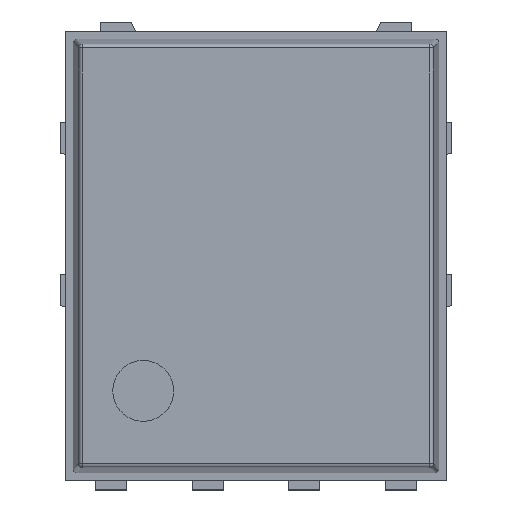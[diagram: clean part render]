
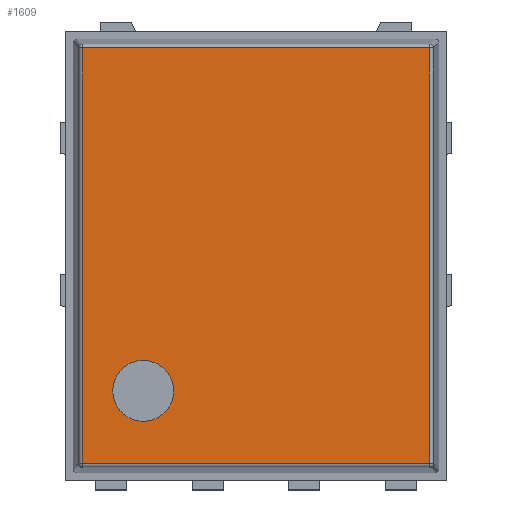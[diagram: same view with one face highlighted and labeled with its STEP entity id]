
A CAD part, top view. The second image highlights one B-rep face of the part: STEP entity #1609.
In plain terms, the highlighted planar face has unit normal (0, 0, 1).
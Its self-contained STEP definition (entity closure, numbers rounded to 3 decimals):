
#14=FACE_BOUND('',#198,.T.);
#27=PLANE('',#1726);
#112=FACE_OUTER_BOUND('',#197,.T.);
#197=EDGE_LOOP('',(#1146,#1147,#1148,#1149));
#198=EDGE_LOOP('',(#1150));
#274=LINE('',#2252,#487);
#280=LINE('',#2281,#493);
#282=LINE('',#2284,#495);
#284=LINE('',#2287,#497);
#487=VECTOR('',#1837,10.);
#493=VECTOR('',#1869,10.);
#495=VECTOR('',#1873,10.);
#497=VECTOR('',#1877,10.);
#694=CIRCLE('',#1693,0.4);
#708=VERTEX_POINT('',#2218);
#711=VERTEX_POINT('',#2226);
#716=VERTEX_POINT('',#2239);
#721=VERTEX_POINT('',#2255);
#726=VERTEX_POINT('',#2268);
#858=EDGE_CURVE('',#708,#708,#694,.T.);
#874=EDGE_CURVE('',#711,#716,#274,.T.);
#888=EDGE_CURVE('',#716,#726,#280,.T.);
#890=EDGE_CURVE('',#726,#721,#282,.T.);
#892=EDGE_CURVE('',#721,#711,#284,.T.);
#1146=ORIENTED_EDGE('',*,*,#874,.F.);
#1147=ORIENTED_EDGE('',*,*,#892,.F.);
#1148=ORIENTED_EDGE('',*,*,#890,.F.);
#1149=ORIENTED_EDGE('',*,*,#888,.F.);
#1150=ORIENTED_EDGE('',*,*,#858,.T.);
#1609=ADVANCED_FACE('',(#112,#14),#27,.T.);
#1693=AXIS2_PLACEMENT_3D('',#2219,#1799,#1800);
#1726=AXIS2_PLACEMENT_3D('',#2292,#1884,#1885);
#1799=DIRECTION('center_axis',(0.,0.,-1.));
#1800=DIRECTION('ref_axis',(-1.,0.,0.));
#1837=DIRECTION('',(1.,0.,0.));
#1869=DIRECTION('',(0.,-1.,0.));
#1873=DIRECTION('',(-1.,0.,0.));
#1877=DIRECTION('',(0.,1.,0.));
#1884=DIRECTION('center_axis',(0.,0.,1.));
#1885=DIRECTION('ref_axis',(-1.,0.,0.));
#2218=CARTESIAN_POINT('',(-1.082,-1.775,1.1));
#2219=CARTESIAN_POINT('Origin',(-1.482,-1.775,1.1));
#2226=CARTESIAN_POINT('',(-2.282,2.732,1.1));
#2239=CARTESIAN_POINT('',(2.282,2.732,1.1));
#2252=CARTESIAN_POINT('',(-1.2,2.732,1.1));
#2255=CARTESIAN_POINT('',(-2.282,-2.732,1.1));
#2268=CARTESIAN_POINT('',(2.282,-2.732,1.1));
#2281=CARTESIAN_POINT('',(2.282,1.425,1.1));
#2284=CARTESIAN_POINT('',(1.2,-2.732,1.1));
#2287=CARTESIAN_POINT('',(-2.282,-1.425,1.1));
#2292=CARTESIAN_POINT('Origin',(0.,0.,
1.1));
